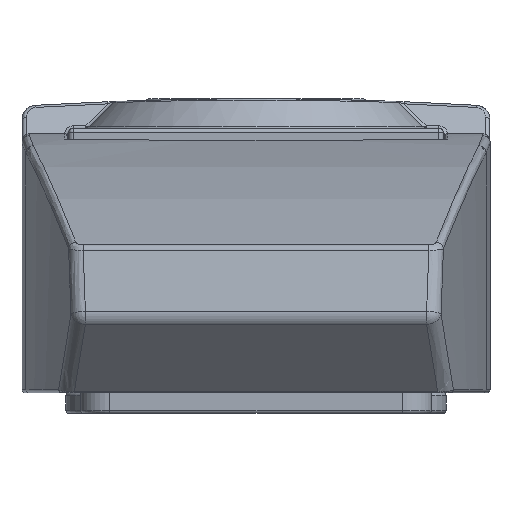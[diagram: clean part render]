
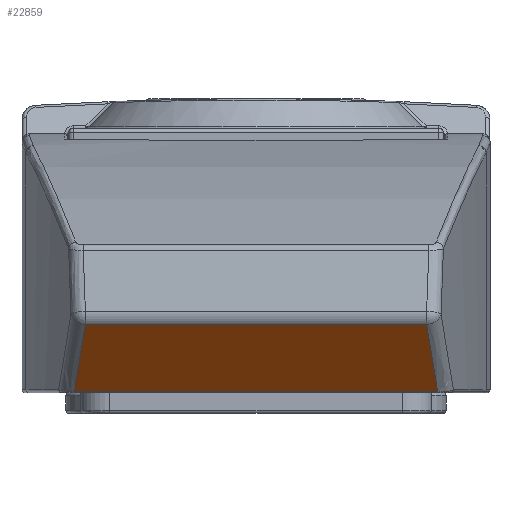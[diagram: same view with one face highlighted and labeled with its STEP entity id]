
A CAD part, front view. The second image highlights one B-rep face of the part: STEP entity #22859.
In plain terms, the highlighted planar face has unit normal (0, -0.707, -0.707).
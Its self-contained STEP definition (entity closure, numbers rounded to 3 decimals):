
#9637 = CARTESIAN_POINT ( 'NONE',  ( -12.42, -19.559, 0.059 ) ) ;
#9638 = CARTESIAN_POINT ( 'NONE',  ( -12.183, -21.096, 1.596 ) ) ;
#9639 = CARTESIAN_POINT ( 'NONE',  ( -11.932, -22.631, 3.131 ) ) ;
#9640 = CARTESIAN_POINT ( 'NONE',  ( -11.667, -24.164, 4.664 ) ) ;
#9643 =( BOUNDED_CURVE ( )  B_SPLINE_CURVE ( 3, ( #9640, #9639, #9638, #9637 ),
 .UNSPECIFIED., .F., .T. ) 
 B_SPLINE_CURVE_WITH_KNOTS ( ( 4, 4 ),
 ( 4.541, 4.559 ),
 .UNSPECIFIED. ) 
 CURVE ( )  GEOMETRIC_REPRESENTATION_ITEM ( )  RATIONAL_B_SPLINE_CURVE ( ( 1., 1., 1., 1. ) ) 
 REPRESENTATION_ITEM ( '' )  );
#9990 = CARTESIAN_POINT ( 'NONE',  ( 12.42, -19.559, 0.059 ) ) ;
#10059 = AXIS2_PLACEMENT_3D ( 'NONE', #10077, #10076, #10099 ) ;
#10067 = CARTESIAN_POINT ( 'NONE',  ( 11.667, -24.164, 4.664 ) ) ;
#10076 = DIRECTION ( 'NONE',  ( 0., 0.707, 0.707 ) ) ;
#10077 = CARTESIAN_POINT ( 'NONE',  ( 16., -19.5, 0. ) ) ;
#10099 = DIRECTION ( 'NONE',  ( 0., -0.707, 0.707 ) ) ;
#10107 = PLANE ( 'NONE',  #10059 ) ;
#10108 = FACE_OUTER_BOUND ( 'NONE', #22595, .T. ) ;
#10121 = DIRECTION ( 'NONE',  ( 1., 0., 0. ) ) ;
#10122 = VECTOR ( 'NONE', #10121, 1000. ) ;
#10142 = CARTESIAN_POINT ( 'NONE',  ( 12.429, -19.559, 0.059 ) ) ;
#10143 = LINE ( 'NONE', #10142, #10122 ) ;
#10211 = CARTESIAN_POINT ( 'NONE',  ( 11.667, -24.164, 4.664 ) ) ;
#10212 = CARTESIAN_POINT ( 'NONE',  ( 11.932, -22.631, 3.131 ) ) ;
#10213 = CARTESIAN_POINT ( 'NONE',  ( 12.183, -21.096, 1.596 ) ) ;
#10214 = CARTESIAN_POINT ( 'NONE',  ( 12.42, -19.559, 0.059 ) ) ;
#10216 =( BOUNDED_CURVE ( )  B_SPLINE_CURVE ( 3, ( #10214, #10213, #10212, #10211 ),
 .UNSPECIFIED., .F., .T. ) 
 B_SPLINE_CURVE_WITH_KNOTS ( ( 4, 4 ),
 ( 1.724, 1.742 ),
 .UNSPECIFIED. ) 
 CURVE ( )  GEOMETRIC_REPRESENTATION_ITEM ( )  RATIONAL_B_SPLINE_CURVE ( ( 1., 1., 1., 1. ) ) 
 REPRESENTATION_ITEM ( '' )  );
#10437 = DIRECTION ( 'NONE',  ( -1., 0., 0. ) ) ;
#10438 = VECTOR ( 'NONE', #10437, 1000. ) ;
#10439 = CARTESIAN_POINT ( 'NONE',  ( 16., -24.164, 4.664 ) ) ;
#10445 = LINE ( 'NONE', #10439, #10438 ) ;
#10558 = CARTESIAN_POINT ( 'NONE',  ( -12.42, -19.559, 0.059 ) ) ;
#11541 = CARTESIAN_POINT ( 'NONE',  ( -11.667, -24.164, 4.664 ) ) ;
#22580 = EDGE_CURVE ( 'NONE', #23460, #23207, #9643, .T. ) ;
#22595 = EDGE_LOOP ( 'NONE', ( #23147, #22898, #22989, #23006 ) ) ;
#22781 = VERTEX_POINT ( 'NONE', #9990 ) ;
#22840 = VERTEX_POINT ( 'NONE', #10067 ) ;
#22859 = ADVANCED_FACE ( 'NONE', ( #10108 ), #10107, .F. ) ;
#22885 = EDGE_CURVE ( 'NONE', #23207, #22781, #10143, .T. ) ;
#22898 = ORIENTED_EDGE ( 'NONE', *, *, #22885, .T. ) ;
#22934 = EDGE_CURVE ( 'NONE', #22781, #22840, #10216, .T. ) ;
#22989 = ORIENTED_EDGE ( 'NONE', *, *, #22934, .T. ) ;
#23006 = ORIENTED_EDGE ( 'NONE', *, *, #23071, .T. ) ;
#23071 = EDGE_CURVE ( 'NONE', #22840, #23460, #10445, .T. ) ;
#23147 = ORIENTED_EDGE ( 'NONE', *, *, #22580, .T. ) ;
#23207 = VERTEX_POINT ( 'NONE', #10558 ) ;
#23460 = VERTEX_POINT ( 'NONE', #11541 ) ;
